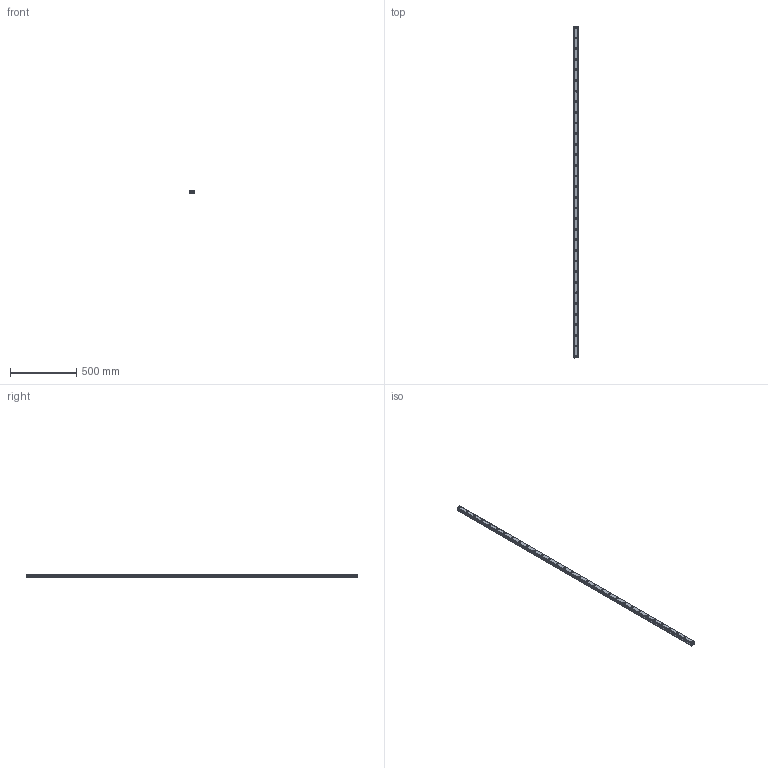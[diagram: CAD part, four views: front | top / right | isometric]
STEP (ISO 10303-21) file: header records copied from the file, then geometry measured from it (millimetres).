
FILE_DESCRIPTION(('STEP AP214'),'1');
FILE_NAME('cctmp_DFA20B6C-A8E3-4984-BA77-925540E0114B_2021_02_12_13_28_08_0145..stp','2021-02-12T12:28:08',('HIWIN GmbH'),('CADClick - www.CADClick.com'),'Spatial InterOp 3D',' ','unknown authorization');
FILE_SCHEMA(('AUTOMOTIVE_DESIGN'));
Length unit declared in the file: millimetre
Products named in the file (1): EGR35R2500C_FILE
Bounding box: 34 x 2500 x 27.5 mm (x, y, z)
Volume: 1966560.5 mm3; surface area: 351437 mm2
Topology: 1 solids, 1 shells, 395 faces, 879 edges, 586 vertices
Faces by surface type: cylinder 210, plane 185
Entity records: 14297 total; most frequent: DIRECTION 2091, CARTESIAN_POINT 1861, ORIENTED_EDGE 1758, EDGE_CURVE 879, AXIS2_PLACEMENT_3D 816, VERTEX_POINT 586, EDGE_LOOP 495, LINE 459
